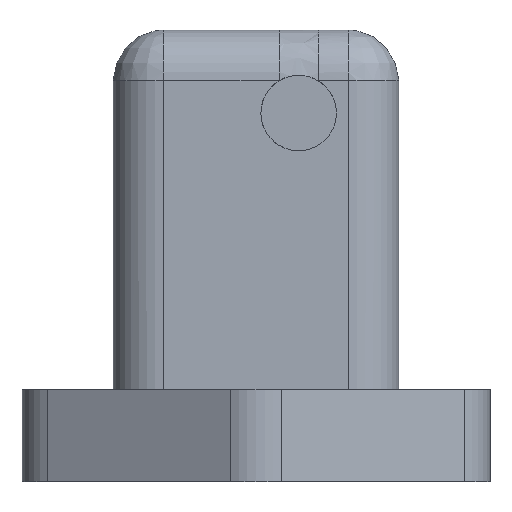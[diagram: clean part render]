
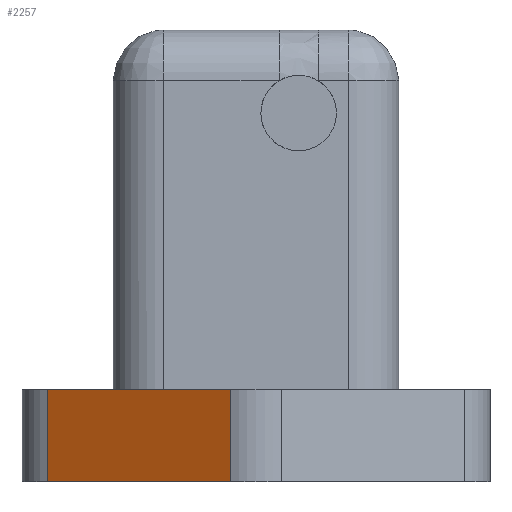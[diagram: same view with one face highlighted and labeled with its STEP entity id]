
A CAD part, left-side view. The second image highlights one B-rep face of the part: STEP entity #2257.
In plain terms, the highlighted planar face has unit normal (-0.866, 0.501, 0).
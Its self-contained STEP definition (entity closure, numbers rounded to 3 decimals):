
#240 = PLANE('',#241);
#241 = AXIS2_PLACEMENT_3D('',#242,#243,#244);
#242 = CARTESIAN_POINT('',(187.5,57.125,10.));
#243 = DIRECTION('',(0.,0.,-1.));
#244 = DIRECTION('',(-1.,0.,0.));
#343 = PLANE('',#344);
#344 = AXIS2_PLACEMENT_3D('',#345,#346,#347);
#345 = CARTESIAN_POINT('',(187.5,57.125,0.));
#346 = DIRECTION('',(0.,0.,-1.));
#347 = DIRECTION('',(-1.,0.,0.));
#619 = VERTEX_POINT('',#620);
#620 = CARTESIAN_POINT('',(168.739,69.755,0.));
#639 = CYLINDRICAL_SURFACE('',#640,5.5);
#640 = AXIS2_PLACEMENT_3D('',#641,#642,#643);
#641 = CARTESIAN_POINT('',(173.5,67.,0.));
#642 = DIRECTION('',(0.,0.,-1.));
#643 = DIRECTION('',(1.,0.,0.));
#651 = EDGE_CURVE('',#619,#652,#654,.T.);
#652 = VERTEX_POINT('',#653);
#653 = CARTESIAN_POINT('',(157.239,49.879,0.));
#654 = SURFACE_CURVE('',#655,(#659,#666),.PCURVE_S1.);
#655 = LINE('',#656,#657);
#656 = CARTESIAN_POINT('',(168.739,69.755,0.));
#657 = VECTOR('',#658,1.);
#658 = DIRECTION('',(-0.501,-0.866,0.));
#659 = PCURVE('',#343,#660);
#660 = DEFINITIONAL_REPRESENTATION('',(#661),#665);
#661 = LINE('',#662,#663);
#662 = CARTESIAN_POINT('',(18.761,12.63));
#663 = VECTOR('',#664,1.);
#664 = DIRECTION('',(0.501,-0.866));
#665 = ( GEOMETRIC_REPRESENTATION_CONTEXT(2) 
PARAMETRIC_REPRESENTATION_CONTEXT() REPRESENTATION_CONTEXT('2D SPACE',''
  ) );
#666 = PCURVE('',#667,#672);
#667 = PLANE('',#668);
#668 = AXIS2_PLACEMENT_3D('',#669,#670,#671);
#669 = CARTESIAN_POINT('',(168.739,69.755,0.));
#670 = DIRECTION('',(0.866,-0.501,0.));
#671 = DIRECTION('',(-0.501,-0.866,0.));
#672 = DEFINITIONAL_REPRESENTATION('',(#673),#677);
#673 = LINE('',#674,#675);
#674 = CARTESIAN_POINT('',(0.,0.));
#675 = VECTOR('',#676,1.);
#676 = DIRECTION('',(1.,0.));
#677 = ( GEOMETRIC_REPRESENTATION_CONTEXT(2) 
PARAMETRIC_REPRESENTATION_CONTEXT() REPRESENTATION_CONTEXT('2D SPACE',''
  ) );
#700 = CYLINDRICAL_SURFACE('',#701,5.5);
#701 = AXIS2_PLACEMENT_3D('',#702,#703,#704);
#702 = CARTESIAN_POINT('',(162.,47.125,0.));
#703 = DIRECTION('',(0.,0.,-1.));
#704 = DIRECTION('',(1.,0.,0.));
#1317 = VERTEX_POINT('',#1318);
#1318 = CARTESIAN_POINT('',(157.239,49.879,10.));
#1344 = EDGE_CURVE('',#1345,#1317,#1347,.T.);
#1345 = VERTEX_POINT('',#1346);
#1346 = CARTESIAN_POINT('',(168.739,69.755,10.));
#1347 = SURFACE_CURVE('',#1348,(#1352,#1359),.PCURVE_S1.);
#1348 = LINE('',#1349,#1350);
#1349 = CARTESIAN_POINT('',(168.739,69.755,10.));
#1350 = VECTOR('',#1351,1.);
#1351 = DIRECTION('',(-0.501,-0.866,0.));
#1352 = PCURVE('',#240,#1353);
#1353 = DEFINITIONAL_REPRESENTATION('',(#1354),#1358);
#1354 = LINE('',#1355,#1356);
#1355 = CARTESIAN_POINT('',(18.761,12.63));
#1356 = VECTOR('',#1357,1.);
#1357 = DIRECTION('',(0.501,-0.866));
#1358 = ( GEOMETRIC_REPRESENTATION_CONTEXT(2) 
PARAMETRIC_REPRESENTATION_CONTEXT() REPRESENTATION_CONTEXT('2D SPACE',''
  ) );
#1359 = PCURVE('',#667,#1360);
#1360 = DEFINITIONAL_REPRESENTATION('',(#1361),#1365);
#1361 = LINE('',#1362,#1363);
#1362 = CARTESIAN_POINT('',(0.,-10.));
#1363 = VECTOR('',#1364,1.);
#1364 = DIRECTION('',(1.,0.));
#1365 = ( GEOMETRIC_REPRESENTATION_CONTEXT(2) 
PARAMETRIC_REPRESENTATION_CONTEXT() REPRESENTATION_CONTEXT('2D SPACE',''
  ) );
#2236 = EDGE_CURVE('',#619,#1345,#2237,.T.);
#2237 = SURFACE_CURVE('',#2238,(#2242,#2249),.PCURVE_S1.);
#2238 = LINE('',#2239,#2240);
#2239 = CARTESIAN_POINT('',(168.739,69.755,0.));
#2240 = VECTOR('',#2241,1.);
#2241 = DIRECTION('',(0.,0.,1.));
#2242 = PCURVE('',#639,#2243);
#2243 = DEFINITIONAL_REPRESENTATION('',(#2244),#2248);
#2244 = LINE('',#2245,#2246);
#2245 = CARTESIAN_POINT('',(-2.617,0.));
#2246 = VECTOR('',#2247,1.);
#2247 = DIRECTION('',(0.,-1.));
#2248 = ( GEOMETRIC_REPRESENTATION_CONTEXT(2) 
PARAMETRIC_REPRESENTATION_CONTEXT() REPRESENTATION_CONTEXT('2D SPACE',''
  ) );
#2249 = PCURVE('',#667,#2250);
#2250 = DEFINITIONAL_REPRESENTATION('',(#2251),#2255);
#2251 = LINE('',#2252,#2253);
#2252 = CARTESIAN_POINT('',(0.,0.));
#2253 = VECTOR('',#2254,1.);
#2254 = DIRECTION('',(0.,-1.));
#2255 = ( GEOMETRIC_REPRESENTATION_CONTEXT(2) 
PARAMETRIC_REPRESENTATION_CONTEXT() REPRESENTATION_CONTEXT('2D SPACE',''
  ) );
#2257 = ADVANCED_FACE('',(#2258),#667,.F.);
#2258 = FACE_BOUND('',#2259,.F.);
#2259 = EDGE_LOOP('',(#2260,#2261,#2262,#2283));
#2260 = ORIENTED_EDGE('',*,*,#2236,.T.);
#2261 = ORIENTED_EDGE('',*,*,#1344,.T.);
#2262 = ORIENTED_EDGE('',*,*,#2263,.F.);
#2263 = EDGE_CURVE('',#652,#1317,#2264,.T.);
#2264 = SURFACE_CURVE('',#2265,(#2269,#2276),.PCURVE_S1.);
#2265 = LINE('',#2266,#2267);
#2266 = CARTESIAN_POINT('',(157.239,49.879,0.));
#2267 = VECTOR('',#2268,1.);
#2268 = DIRECTION('',(0.,0.,1.));
#2269 = PCURVE('',#667,#2270);
#2270 = DEFINITIONAL_REPRESENTATION('',(#2271),#2275);
#2271 = LINE('',#2272,#2273);
#2272 = CARTESIAN_POINT('',(22.962,0.));
#2273 = VECTOR('',#2274,1.);
#2274 = DIRECTION('',(0.,-1.));
#2275 = ( GEOMETRIC_REPRESENTATION_CONTEXT(2) 
PARAMETRIC_REPRESENTATION_CONTEXT() REPRESENTATION_CONTEXT('2D SPACE',''
  ) );
#2276 = PCURVE('',#700,#2277);
#2277 = DEFINITIONAL_REPRESENTATION('',(#2278),#2282);
#2278 = LINE('',#2279,#2280);
#2279 = CARTESIAN_POINT('',(-2.617,0.));
#2280 = VECTOR('',#2281,1.);
#2281 = DIRECTION('',(0.,-1.));
#2282 = ( GEOMETRIC_REPRESENTATION_CONTEXT(2) 
PARAMETRIC_REPRESENTATION_CONTEXT() REPRESENTATION_CONTEXT('2D SPACE',''
  ) );
#2283 = ORIENTED_EDGE('',*,*,#651,.F.);
